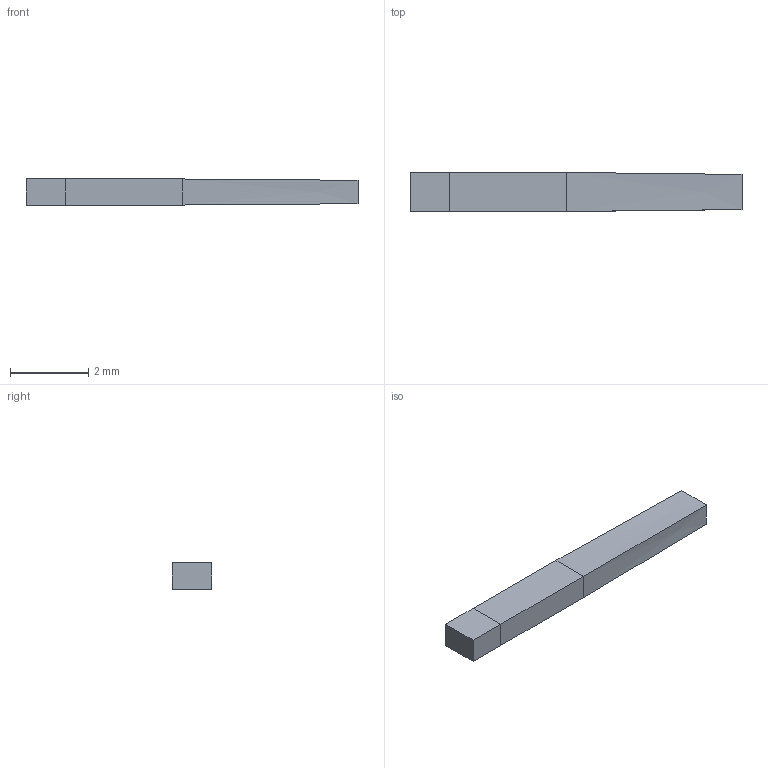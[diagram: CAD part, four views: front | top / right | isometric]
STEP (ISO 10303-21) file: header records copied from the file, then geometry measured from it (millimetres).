
FILE_DESCRIPTION(('Open CASCADE Model'),'2;1');
FILE_NAME('Open CASCADE Shape Model','2024-02-20T10:40:35',('ESP EGADS') ,('Open CASCADE'),'Open CASCADE STEP processor 7.8','Open CASCADE 7.8' ,'Unknown');
FILE_SCHEMA(('AUTOMOTIVE_DESIGN { 1 0 10303 214 1 1 1 1 }'));
Length unit declared in the file: millimetre
Products named in the file (1): Open CASCADE STEP translator 7.8 1
Bounding box: 8.5 x 1 x 0.67 mm (x, y, z)
Volume: 5.3 mm3; surface area: 30.2 mm2
Topology: 1 solids, 1 shells, 17 faces, 36 edges, 20 vertices
Faces by surface type: bspline 15, plane 2
Entity records: 7488 total; most frequent: CARTESIAN_POINT 6917, ORIENTED_EDGE 68, PCURVE 68, DEFINITIONAL_REPRESENTATION 68, B_SPLINE_CURVE_WITH_KNOTS 60, DIRECTION 48, LINE 42, VECTOR 42
